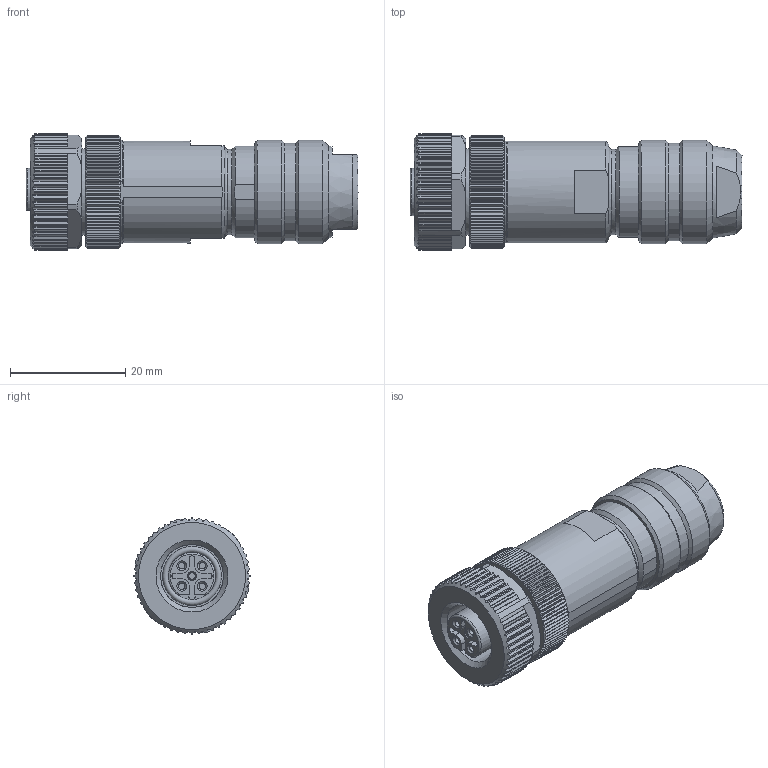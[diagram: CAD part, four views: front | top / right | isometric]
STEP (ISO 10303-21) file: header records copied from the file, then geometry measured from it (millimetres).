
FILE_DESCRIPTION(/* description */ (''),/* implementation_level */ '2;1');
FILE_NAME(/* name */ 'PB-WAKCSW4_5K.stp',/* time_stamp */ '2016-12-09T09:42:19+01:00',/* author */ (''),/* organization */ (''),/* preprocessor_version */ 'ST-DEVELOPER v16',/* originating_system */ 'SIEMENS PLM Software NX 10.0',/* authorisation */ '');
FILE_SCHEMA (('AUTOMOTIVE_DESIGN { 1 0 10303 214 3 1 1 1 }'));
Length unit declared in the file: millimetre
Products named in the file (1): cerl19E01F7Akm8r
Bounding box: 57.6 x 20.2 x 20.2 mm (x, y, z)
Volume: 13611.1 mm3; surface area: 4931.2 mm2
Topology: 1 solids, 1 shells, 814 faces, 1975 edges, 1180 vertices
Faces by surface type: plane 362, cylinder 233, cone 216, torus 3
Full cylindrical faces by diameter (mm): 1.1 x5, 1.65 x4, 1.85 x1, 10.917 x1, 14.8 x1, 15 x1, 17 x1, 18 x2
Entity records: 25052 total; most frequent: CARTESIAN_POINT 7109, ORIENTED_EDGE 3860, DIRECTION 3546, EDGE_CURVE 1930, AXIS2_PLACEMENT_3D 1418, VERTEX_POINT 1167, EDGE_LOOP 863, ADVANCED_FACE 814
